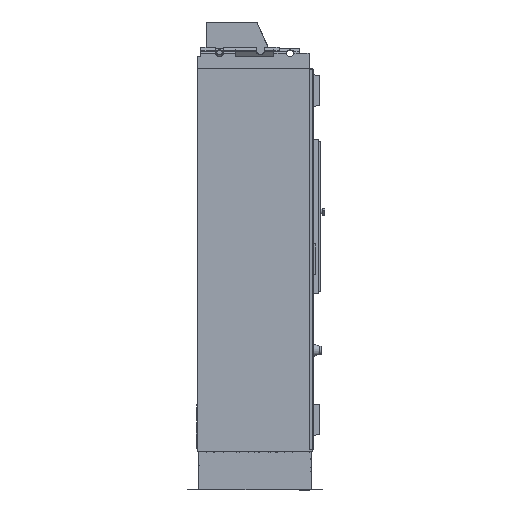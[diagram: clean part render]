
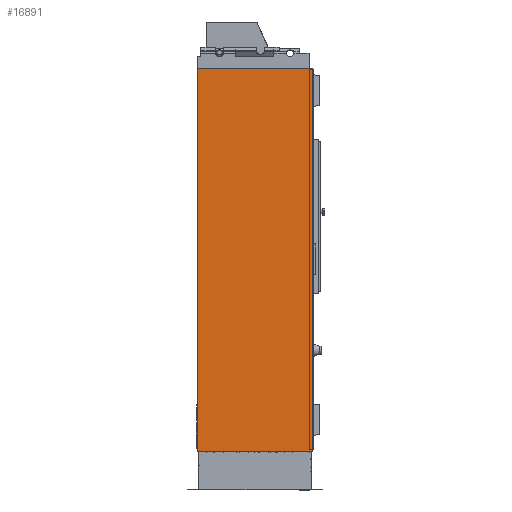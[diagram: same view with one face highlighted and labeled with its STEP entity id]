
A CAD part, left-side view. The second image highlights one B-rep face of the part: STEP entity #16891.
In plain terms, the highlighted planar face has unit normal (-1, 0, 0).
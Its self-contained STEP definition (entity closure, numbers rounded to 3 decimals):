
#14062=FACE_OUTER_BOUND('',#39184,.T.);
#16891=ADVANCED_FACE('',(#14062),#19972,.T.);
#19972=PLANE('',#74863);
#22634=LINE('',#94194,#29776);
#22919=LINE('',#95359,#30061);
#22920=LINE('',#95361,#30062);
#22921=LINE('',#95363,#30063);
#29776=VECTOR('',#78684,1.);
#30061=VECTOR('',#79433,1.);
#30062=VECTOR('',#79436,1.);
#30063=VECTOR('',#79437,1.);
#39184=EDGE_LOOP('',(#44069,#44070,#44071,#44072));
#44069=ORIENTED_EDGE('',*,*,#66256,.F.);
#44070=ORIENTED_EDGE('',*,*,#65839,.T.);
#44071=ORIENTED_EDGE('',*,*,#66257,.F.);
#44072=ORIENTED_EDGE('',*,*,#66258,.F.);
#60105=VERTEX_POINT('',#94192);
#60107=VERTEX_POINT('',#94195);
#60398=VERTEX_POINT('',#95358);
#60399=VERTEX_POINT('',#95362);
#65839=EDGE_CURVE('',#60107,#60105,#22634,.T.);
#66256=EDGE_CURVE('',#60107,#60398,#22919,.T.);
#66257=EDGE_CURVE('',#60399,#60105,#22920,.T.);
#66258=EDGE_CURVE('',#60398,#60399,#22921,.T.);
#74863=AXIS2_PLACEMENT_3D('',#95364,#79438,#79439);
#78684=DIRECTION('',(0.,0.,-1.));
#79433=DIRECTION('',(0.,-1.,0.));
#79436=DIRECTION('',(0.,1.,0.));
#79437=DIRECTION('',(0.,0.,-1.));
#79438=DIRECTION('',(-1.,0.,0.));
#79439=DIRECTION('',(0.,0.,1.));
#94192=CARTESIAN_POINT('',(-1950.,600.,-100.));
#94194=CARTESIAN_POINT('',(-1950.,600.,1932.5));
#94195=CARTESIAN_POINT('',(-1950.,600.,1899.5));
#95358=CARTESIAN_POINT('',(-1950.,0.,1899.5));
#95359=CARTESIAN_POINT('',(-1950.,600.,1899.5));
#95361=CARTESIAN_POINT('',(-1950.,600.,-100.));
#95362=CARTESIAN_POINT('',(-1950.,0.,-100.));
#95363=CARTESIAN_POINT('',(-1950.,0.,0.));
#95364=CARTESIAN_POINT('',(-1950.,300.,1932.5));
